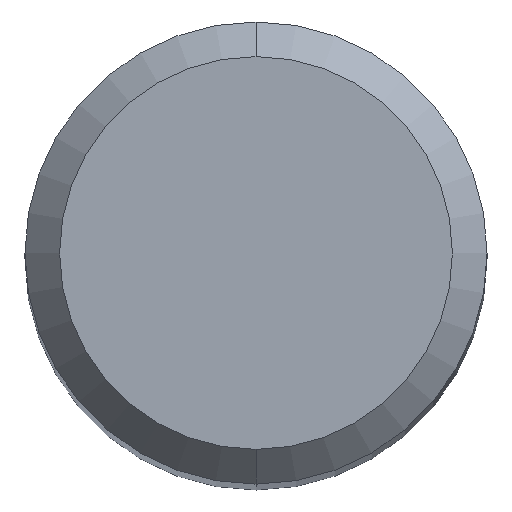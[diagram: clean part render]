
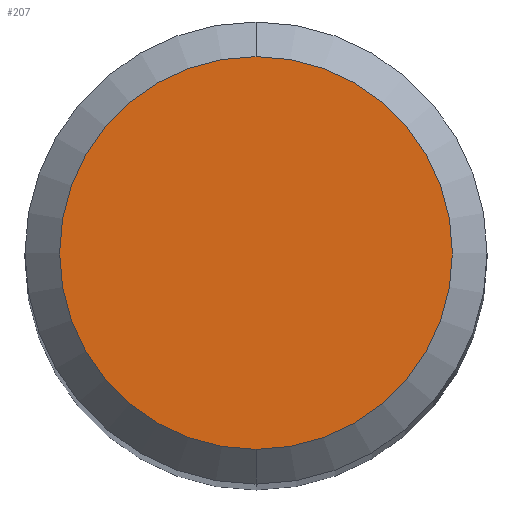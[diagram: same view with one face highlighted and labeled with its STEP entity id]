
A CAD part, top view. The second image highlights one B-rep face of the part: STEP entity #207.
In plain terms, the highlighted planar face has unit normal (0, 0, 1).
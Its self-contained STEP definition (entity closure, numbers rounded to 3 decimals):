
#185=EDGE_CURVE('',#283,#335,#492,.T.);
#207=ADVANCED_FACE('',(#515),#516,.T.);
#273=EDGE_CURVE('',#335,#283,#589,.T.);
#283=VERTEX_POINT('',#600);
#335=VERTEX_POINT('',#657);
#492=CIRCLE('',#829,1.7);
#515=FACE_OUTER_BOUND('',#889,.T.);
#516=PLANE('',#890);
#589=CIRCLE('',#1003,1.7);
#600=CARTESIAN_POINT('',(0.0,1.7,0.0));
#657=CARTESIAN_POINT('',(0.,-1.7,0.0));
#829=AXIS2_PLACEMENT_3D('',#1451,#1452,#1453);
#889=EDGE_LOOP('',(#1468,#1469));
#890=AXIS2_PLACEMENT_3D('',#1470,#1471,#1472);
#1003=AXIS2_PLACEMENT_3D('',#1550,#1551,#1552);
#1451=CARTESIAN_POINT('',(0.0,0.0,0.0));
#1452=DIRECTION('',(0.0,0.0,-1.0));
#1453=DIRECTION('',(0.0,1.0,0.0));
#1468=ORIENTED_EDGE('',*,*,#185,.F.);
#1469=ORIENTED_EDGE('',*,*,#273,.F.);
#1470=CARTESIAN_POINT('',(0.0,0.85,0.0));
#1471=DIRECTION('',(-0.0,0.0,1.0));
#1472=DIRECTION('',(0.0,-1.0,0.0));
#1550=CARTESIAN_POINT('',(0.0,0.0,0.0));
#1551=DIRECTION('',(0.0,0.0,-1.0));
#1552=DIRECTION('',(0.0,1.0,0.0));
